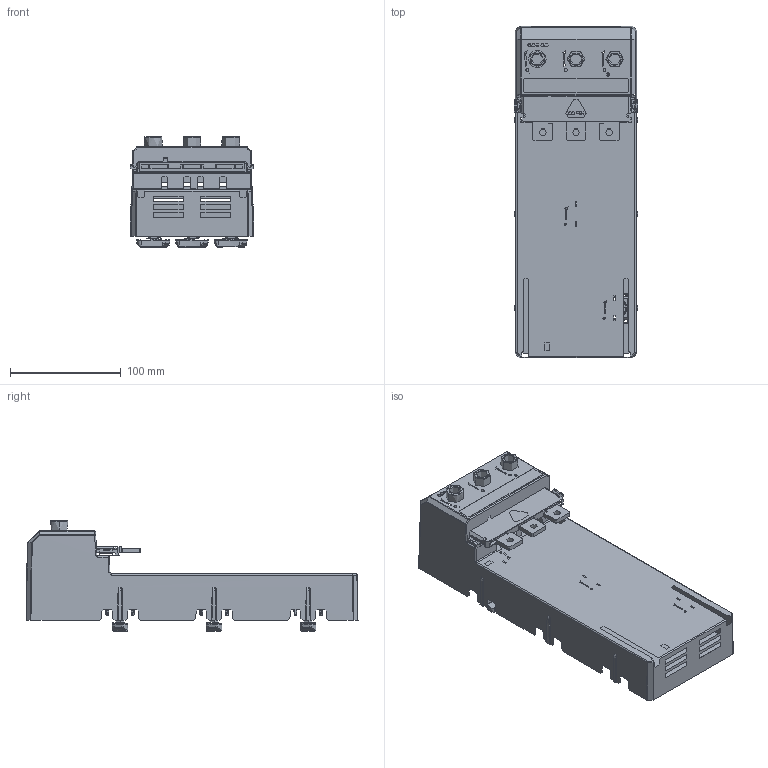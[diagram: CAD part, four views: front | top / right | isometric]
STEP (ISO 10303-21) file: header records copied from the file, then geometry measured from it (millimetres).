
FILE_DESCRIPTION (( 'STEP AP203' ), '1' );
FILE_NAME ('APXT_2_Dummy_Surface.STEP', '2017-03-17T14:53:04', ( 'Petter' ), ( '' ), 'SwSTEP 2.0', 'SolidWorks 2013', '' );
FILE_SCHEMA (( 'CONFIG_CONTROL_DESIGN' ));
Products named in the file (1): APXT_2_Dummy_Surface
Bounding box: 112 x 300 x 99.65 mm (x, y, z)
Topology: 0 solids, 130 shells, 648 faces, 3999 edges, 3425 vertices
Faces by surface type: cylinder 259, plane 204, bspline 96, cone 46, torus 34, sphere 9
Full cylindrical faces by diameter (mm): 0.2 x1, 0.4 x2, 3 x1
Entity records: 71085 total; most frequent: CARTESIAN_POINT 44672, ORIENTED_EDGE 4932, DIRECTION 4055, EDGE_CURVE 3997, VERTEX_POINT 3425, LINE 2187, VECTOR 2187, B_SPLINE_CURVE_WITH_KNOTS 1380
